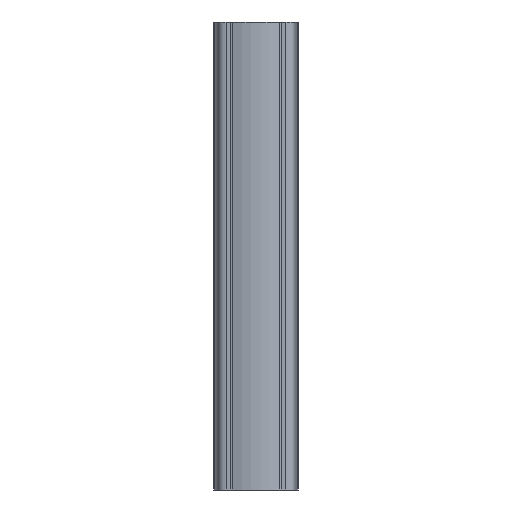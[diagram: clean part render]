
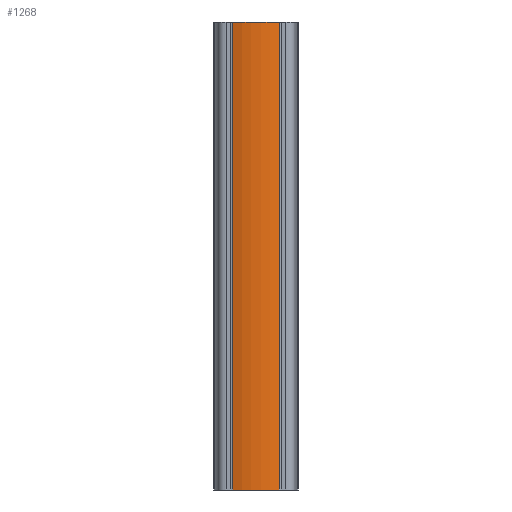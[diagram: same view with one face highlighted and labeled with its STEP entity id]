
A CAD part, front view. The second image highlights one B-rep face of the part: STEP entity #1268.
In plain terms, the highlighted cylindrical face has radius 36 mm (diameter 72 mm), a partial arc.
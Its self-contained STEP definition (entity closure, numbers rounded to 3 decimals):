
#52 = AXIS2_PLACEMENT_3D ( 'NONE', #1694, #3037, #1421 ) ;
#91 = VERTEX_POINT ( 'NONE', #1278 ) ;
#282 = EDGE_CURVE ( 'NONE', #91, #2749, #461, .T. ) ;
#295 = CARTESIAN_POINT ( 'NONE',  ( -12.434, -33.785, 52.91 ) ) ;
#443 = EDGE_CURVE ( 'NONE', #91, #1206, #2423, .T. ) ;
#461 = LINE ( 'NONE', #295, #2549 ) ;
#550 = CIRCLE ( 'NONE', #1051, 36. ) ;
#663 = EDGE_CURVE ( 'NONE', #2749, #2256, #550, .T. ) ;
#676 = DIRECTION ( 'NONE',  ( 0., 0., 1. ) ) ;
#943 = DIRECTION ( 'NONE',  ( 0., 0., 1. ) ) ;
#963 = CARTESIAN_POINT ( 'NONE',  ( 12.434, -33.785, 52.91 ) ) ;
#999 = ORIENTED_EDGE ( 'NONE', *, *, #663, .F. ) ;
#1051 = AXIS2_PLACEMENT_3D ( 'NONE', #1228, #1487, #1766 ) ;
#1095 = CARTESIAN_POINT ( 'NONE',  ( 12.434, -33.785, -183.09 ) ) ;
#1206 = VERTEX_POINT ( 'NONE', #1095 ) ;
#1228 = CARTESIAN_POINT ( 'NONE',  ( 0., 0., 66.91 ) ) ;
#1268 = ADVANCED_FACE ( 'NONE', ( #2078 ), #3412, .T. ) ;
#1278 = CARTESIAN_POINT ( 'NONE',  ( -12.434, -33.785, -183.09 ) ) ;
#1361 = ORIENTED_EDGE ( 'NONE', *, *, #443, .T. ) ;
#1415 = AXIS2_PLACEMENT_3D ( 'NONE', #2792, #676, #2802 ) ;
#1421 = DIRECTION ( 'NONE',  ( -1., 0., 0. ) ) ;
#1487 = DIRECTION ( 'NONE',  ( 0., 0., 1. ) ) ;
#1500 = ORIENTED_EDGE ( 'NONE', *, *, #2243, .T. ) ;
#1664 = CARTESIAN_POINT ( 'NONE',  ( -12.434, -33.785, 66.91 ) ) ;
#1681 = DIRECTION ( 'NONE',  ( 0., 0., 1. ) ) ;
#1694 = CARTESIAN_POINT ( 'NONE',  ( 0., 0., 52.91 ) ) ;
#1766 = DIRECTION ( 'NONE',  ( 0., 1., 0. ) ) ;
#1824 = ORIENTED_EDGE ( 'NONE', *, *, #282, .F. ) ;
#2078 = FACE_OUTER_BOUND ( 'NONE', #2219, .T. ) ;
#2108 = VECTOR ( 'NONE', #943, 1000. ) ;
#2219 = EDGE_LOOP ( 'NONE', ( #1500, #999, #1824, #1361 ) ) ;
#2243 = EDGE_CURVE ( 'NONE', #1206, #2256, #2536, .T. ) ;
#2256 = VERTEX_POINT ( 'NONE', #2313 ) ;
#2313 = CARTESIAN_POINT ( 'NONE',  ( 12.434, -33.785, 66.91 ) ) ;
#2423 = CIRCLE ( 'NONE', #1415, 36. ) ;
#2536 = LINE ( 'NONE', #963, #2108 ) ;
#2549 = VECTOR ( 'NONE', #1681, 1000. ) ;
#2749 = VERTEX_POINT ( 'NONE', #1664 ) ;
#2792 = CARTESIAN_POINT ( 'NONE',  ( 0., 0., -183.09 ) ) ;
#2802 = DIRECTION ( 'NONE',  ( -1., 0., 0. ) ) ;
#3037 = DIRECTION ( 'NONE',  ( 0., 0., 1. ) ) ;
#3412 = CYLINDRICAL_SURFACE ( 'NONE', #52, 36. ) ;
